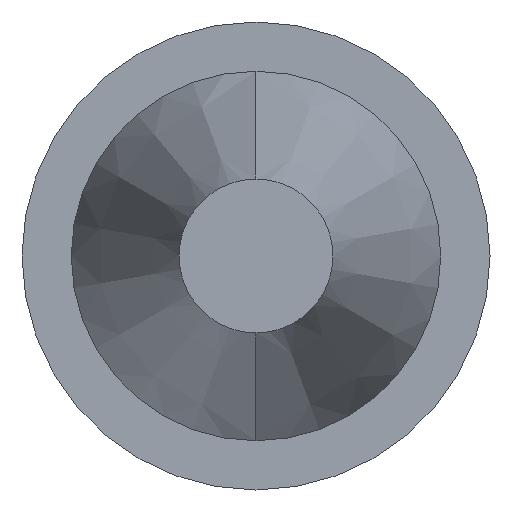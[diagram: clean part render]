
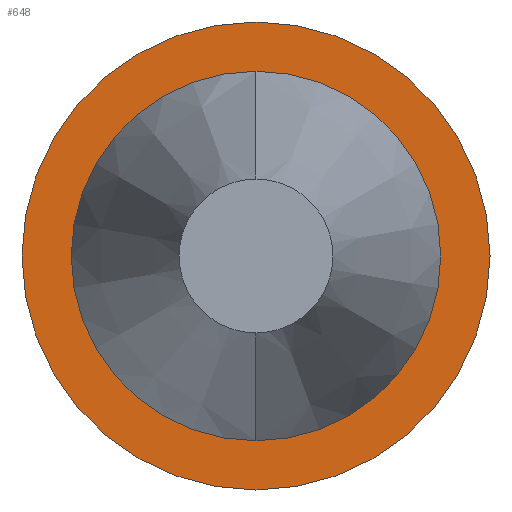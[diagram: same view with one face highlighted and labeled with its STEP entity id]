
A CAD part, front view. The second image highlights one B-rep face of the part: STEP entity #648.
In plain terms, the highlighted planar face has unit normal (0, -1, 0).
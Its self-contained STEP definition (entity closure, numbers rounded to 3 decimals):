
#5 = DIRECTION ( 'NONE',  ( 0., 1., 0. ) ) ;
#40 = AXIS2_PLACEMENT_3D ( 'NONE', #1803, #822, #928 ) ;
#47 = AXIS2_PLACEMENT_3D ( 'NONE', #1404, #839, #684 ) ;
#90 = DIRECTION ( 'NONE',  ( 0., 1., 0. ) ) ;
#212 = FACE_BOUND ( 'NONE', #1012, .T. ) ;
#230 = EDGE_CURVE ( 'NONE', #576, #1480, #1297, .T. ) ;
#339 = CIRCLE ( 'NONE', #40, 2. ) ;
#390 = EDGE_LOOP ( 'NONE', ( #508, #801 ) ) ;
#405 = FACE_OUTER_BOUND ( 'NONE', #390, .T. ) ;
#406 = DIRECTION ( 'NONE',  ( 0., 0., 1. ) ) ;
#438 = VERTEX_POINT ( 'NONE', #1525 ) ;
#478 = EDGE_CURVE ( 'NONE', #1190, #438, #1161, .T. ) ;
#508 = ORIENTED_EDGE ( 'NONE', *, *, #478, .F. ) ;
#571 = CARTESIAN_POINT ( 'NONE',  ( 0., 0., 0. ) ) ;
#576 = VERTEX_POINT ( 'NONE', #1564 ) ;
#648 = ADVANCED_FACE ( 'NONE', ( #212, #405 ), #1284, .F. ) ;
#669 = ORIENTED_EDGE ( 'NONE', *, *, #230, .T. ) ;
#684 = DIRECTION ( 'NONE',  ( 0., 0., 1. ) ) ;
#789 = AXIS2_PLACEMENT_3D ( 'NONE', #571, #5, #981 ) ;
#801 = ORIENTED_EDGE ( 'NONE', *, *, #1180, .F. ) ;
#822 = DIRECTION ( 'NONE',  ( 0., 1., 0. ) ) ;
#828 = CARTESIAN_POINT ( 'NONE',  ( 0., 0., -3.8 ) ) ;
#839 = DIRECTION ( 'NONE',  ( 0., 1., 0. ) ) ;
#842 = CARTESIAN_POINT ( 'NONE',  ( 0., 0., 0. ) ) ;
#878 = CIRCLE ( 'NONE', #1092, 3.8 ) ;
#928 = DIRECTION ( 'NONE',  ( 0., 0., 1. ) ) ;
#981 = DIRECTION ( 'NONE',  ( 0., 0., 1. ) ) ;
#1012 = EDGE_LOOP ( 'NONE', ( #669, #1630 ) ) ;
#1092 = AXIS2_PLACEMENT_3D ( 'NONE', #842, #1661, #406 ) ;
#1161 = CIRCLE ( 'NONE', #47, 3.8 ) ;
#1180 = EDGE_CURVE ( 'NONE', #438, #1190, #878, .T. ) ;
#1190 = VERTEX_POINT ( 'NONE', #828 ) ;
#1192 = DIRECTION ( 'NONE',  ( 0., 0., 1. ) ) ;
#1198 = AXIS2_PLACEMENT_3D ( 'NONE', #1210, #90, #1192 ) ;
#1210 = CARTESIAN_POINT ( 'NONE',  ( 0., 0., 0. ) ) ;
#1284 = PLANE ( 'NONE',  #789 ) ;
#1297 = CIRCLE ( 'NONE', #1198, 2. ) ;
#1404 = CARTESIAN_POINT ( 'NONE',  ( 0., 0., 0. ) ) ;
#1480 = VERTEX_POINT ( 'NONE', #1537 ) ;
#1525 = CARTESIAN_POINT ( 'NONE',  ( 0., 0., 3.8 ) ) ;
#1537 = CARTESIAN_POINT ( 'NONE',  ( 0., 0., -2. ) ) ;
#1564 = CARTESIAN_POINT ( 'NONE',  ( 0., 0., 2. ) ) ;
#1630 = ORIENTED_EDGE ( 'NONE', *, *, #1689, .T. ) ;
#1661 = DIRECTION ( 'NONE',  ( 0., 1., 0. ) ) ;
#1689 = EDGE_CURVE ( 'NONE', #1480, #576, #339, .T. ) ;
#1803 = CARTESIAN_POINT ( 'NONE',  ( 0., 0., 0. ) ) ;
